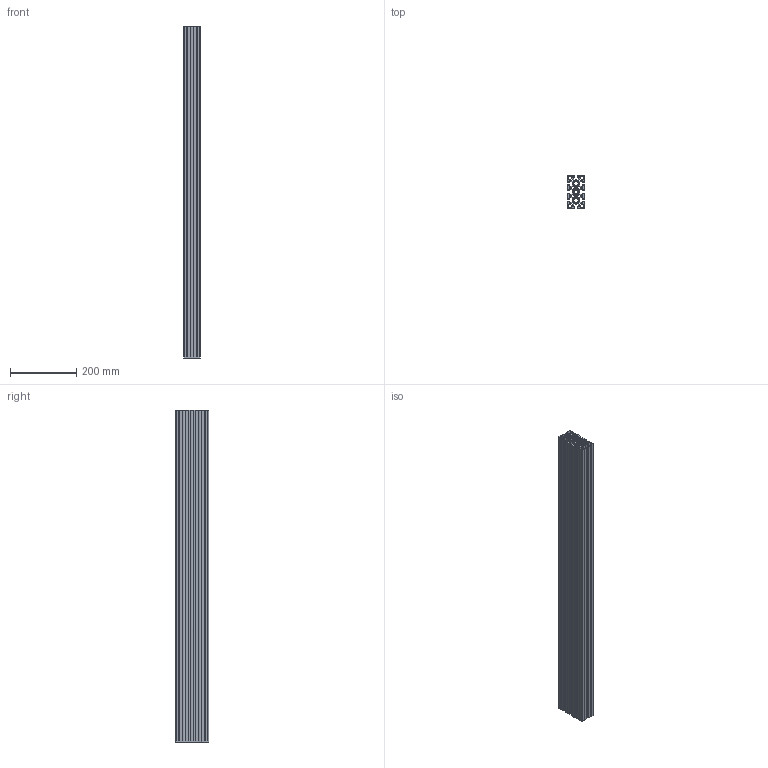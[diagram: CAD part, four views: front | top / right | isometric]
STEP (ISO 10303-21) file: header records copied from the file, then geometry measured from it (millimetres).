
FILE_DESCRIPTION (( 'STEP AP203' ), '1' );
FILE_NAME ('6510-8 Ïðîôèëü êîíñòðóêöèîííûé 50õ100 ïàç 8ìì.step', '2025-11-26T12:56:44', ( '' ), ( '' ), 'SwSTEP 2.0', 'SolidWorks 2026', '' );
FILE_SCHEMA (( 'CONFIG_CONTROL_DESIGN' ));
Length unit declared in the file: millimetre
Products named in the file (2): 6510-8 Профиль конструкционный 50х100 паз 8мм; 6510-8 Профиль конструкционный 50х100 паз 8мм_00
Assembly tree (1 placements, depth 2):
  6510-8 Профиль конструкционный 50х100 паз 8мм
    6510-8 Профиль конструкционный 50х100 паз 8мм_00
Bounding box: 50 x 100 x 1000 mm (x, y, z)
Volume: 1682509.2 mm3; surface area: 1363558.9 mm2
Topology: 1 solids, 1 shells, 460 faces, 1374 edges, 916 vertices
Faces by surface type: plane 346, cylinder 114
Entity records: 15592 total; most frequent: CARTESIAN_POINT 2765, ORIENTED_EDGE 2748, DIRECTION 2524, EDGE_CURVE 1374, LINE 1146, VECTOR 1146, VERTEX_POINT 916, AXIS2_PLACEMENT_3D 689
